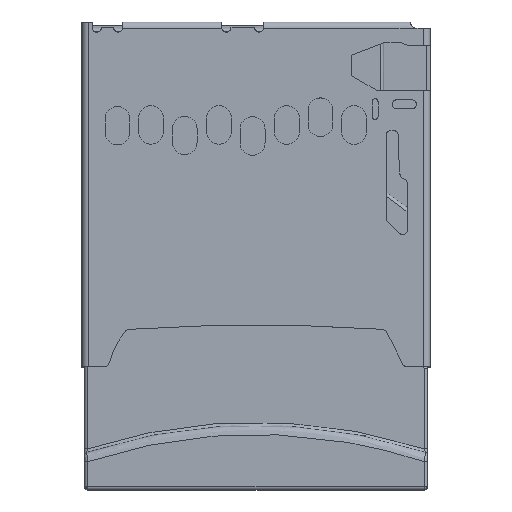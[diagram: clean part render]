
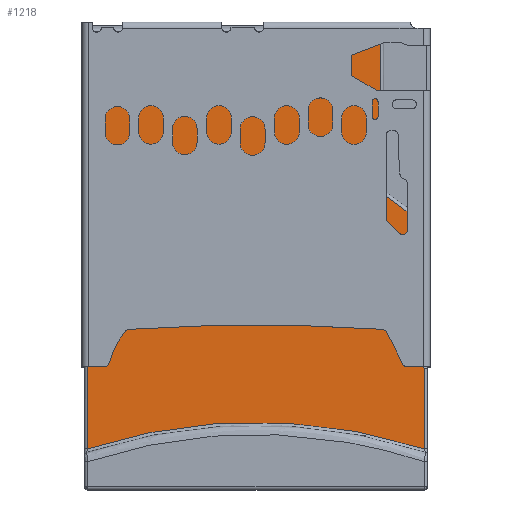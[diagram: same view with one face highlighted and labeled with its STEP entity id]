
A CAD part, top view. The second image highlights one B-rep face of the part: STEP entity #1218.
In plain terms, the highlighted face is planar.
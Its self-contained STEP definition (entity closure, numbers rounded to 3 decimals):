
#94 = DIRECTION ( 'NONE',  ( 0.886, 0., -0.464 ) ) ;
#358 = DIRECTION ( 'NONE',  ( 0., 0., -1. ) ) ;
#394 = ORIENTED_EDGE ( 'NONE', *, *, #3269, .T. ) ;
#413 = CARTESIAN_POINT ( 'NONE',  ( -5.905, 0.75, 4.609 ) ) ;
#446 = CARTESIAN_POINT ( 'NONE',  ( -5.859, 0.75, -4.383 ) ) ;
#470 = CARTESIAN_POINT ( 'NONE',  ( -0.38, 0.75, 5.49 ) ) ;
#477 = VECTOR ( 'NONE', #4181, 1000. ) ;
#479 = CARTESIAN_POINT ( 'NONE',  ( -6.192, 0.75, 5.49 ) ) ;
#563 = DIRECTION ( 'NONE',  ( 1., 0., 0. ) ) ;
#660 = FACE_OUTER_BOUND ( 'NONE', #4969, .T. ) ;
#869 = LINE ( 'NONE', #8100, #5065 ) ;
#942 = VERTEX_POINT ( 'NONE', #3135 ) ;
#1142 = ORIENTED_EDGE ( 'NONE', *, *, #6097, .T. ) ;
#1218 = ADVANCED_FACE ( 'NONE', ( #660 ), #8296, .T. ) ;
#1292 = CARTESIAN_POINT ( 'NONE',  ( -5.32, 0.75, -0.938 ) ) ;
#1557 = LINE ( 'NONE', #6133, #2973 ) ;
#1592 = ORIENTED_EDGE ( 'NONE', *, *, #5082, .T. ) ;
#1613 = ORIENTED_EDGE ( 'NONE', *, *, #8850, .T. ) ;
#1630 = VECTOR ( 'NONE', #94, 1000. ) ;
#1678 = CARTESIAN_POINT ( 'NONE',  ( 1.13, 0.75, 5.49 ) ) ;
#1889 = CARTESIAN_POINT ( 'NONE',  ( -6.192, 0.75, -5.49 ) ) ;
#2000 = VERTEX_POINT ( 'NONE', #8068 ) ;
#2050 = CARTESIAN_POINT ( 'NONE',  ( 7.43, 0.75, -5.49 ) ) ;
#2068 = EDGE_CURVE ( 'NONE', #7148, #942, #3659, .T. ) ;
#2296 = EDGE_CURVE ( 'NONE', #942, #7608, #6923, .T. ) ;
#2611 = VECTOR ( 'NONE', #563, 1000. ) ;
#2720 = DIRECTION ( 'NONE',  ( 0., 1., 0. ) ) ;
#2925 = CARTESIAN_POINT ( 'NONE',  ( -5.474, 0.75, 2.333 ) ) ;
#2973 = VECTOR ( 'NONE', #7690, 1000. ) ;
#3023 = VERTEX_POINT ( 'NONE', #5701 ) ;
#3135 = CARTESIAN_POINT ( 'NONE',  ( -1.875, 0.75, 4.6 ) ) ;
#3258 = AXIS2_PLACEMENT_3D ( 'NONE', #1889, #2720, #9164 ) ;
#3269 = EDGE_CURVE ( 'NONE', #3023, #5429, #7058, .T. ) ;
#3478 = DIRECTION ( 'NONE',  ( -1., 0., 0. ) ) ;
#3523 = DIRECTION ( 'NONE',  ( 0., 0., 1. ) ) ;
#3596 = ORIENTED_EDGE ( 'NONE', *, *, #2296, .T. ) ;
#3659 = LINE ( 'NONE', #4943, #1630 ) ;
#3680 = CARTESIAN_POINT ( 'NONE',  ( -6.192, 0.75, -5.49 ) ) ;
#3713 = CARTESIAN_POINT ( 'NONE',  ( -5.506, 0.75, 2.565 ) ) ;
#3846 = CARTESIAN_POINT ( 'NONE',  ( -6.192, 0.75, -5.49 ) ) ;
#3970 = VERTEX_POINT ( 'NONE', #470 ) ;
#4181 = DIRECTION ( 'NONE',  ( 1., 0., 0. ) ) ;
#4273 = CARTESIAN_POINT ( 'NONE',  ( -3.575, 0.75, 5.49 ) ) ;
#4373 = CARTESIAN_POINT ( 'NONE',  ( 2.191, 0.75, 4.06 ) ) ;
#4422 = CARTESIAN_POINT ( 'NONE',  ( -5.32, 0.75, 0.469 ) ) ;
#4595 = B_SPLINE_CURVE_WITH_KNOTS ( 'NONE', 3,
 ( #3680, #6913, #446, #6094, #9263, #6806, #10066, #5275, #1292, #4422, #5339, #10105, #2925, #3713, #8443, #9334, #413, #479 ),
 .UNSPECIFIED., .F., .F.,
 ( 4, 1, 1, 2, 2, 2, 1, 1, 2, 2, 4 ),
 ( 0., 0.125, 0.188, 0.219, 0.25, 0.5, 0.625, 0.688, 0.719, 0.75, 1. ),
 .UNSPECIFIED. ) ;
#4654 = EDGE_CURVE ( 'NONE', #8434, #5291, #4595, .T. ) ;
#4908 = CARTESIAN_POINT ( 'NONE',  ( -0.38, 0.75, 4.6 ) ) ;
#4933 = EDGE_CURVE ( 'NONE', #7608, #3970, #6368, .T. ) ;
#4935 = VECTOR ( 'NONE', #358, 1000. ) ;
#4943 = CARTESIAN_POINT ( 'NONE',  ( -3.575, 0.75, 5.49 ) ) ;
#4969 = EDGE_LOOP ( 'NONE', ( #1142, #7782, #1613, #394, #6699, #7414, #1592, #6063, #3596, #6263 ) ) ;
#5065 = VECTOR ( 'NONE', #9739, 1000. ) ;
#5082 = EDGE_CURVE ( 'NONE', #5291, #7148, #5122, .T. ) ;
#5122 = LINE ( 'NONE', #7733, #2611 ) ;
#5275 = CARTESIAN_POINT ( 'NONE',  ( -5.394, 0.75, -1.871 ) ) ;
#5291 = VERTEX_POINT ( 'NONE', #9028 ) ;
#5339 = CARTESIAN_POINT ( 'NONE',  ( -5.348, 0.75, 1.17 ) ) ;
#5429 = VERTEX_POINT ( 'NONE', #9370 ) ;
#5701 = CARTESIAN_POINT ( 'NONE',  ( 7.43, 0.75, 4.06 ) ) ;
#5864 = VECTOR ( 'NONE', #3523, 1000. ) ;
#6063 = ORIENTED_EDGE ( 'NONE', *, *, #2068, .T. ) ;
#6094 = CARTESIAN_POINT ( 'NONE',  ( -5.685, 0.75, -3.593 ) ) ;
#6097 = EDGE_CURVE ( 'NONE', #3970, #2000, #869, .T. ) ;
#6133 = CARTESIAN_POINT ( 'NONE',  ( -6.192, 0.75, 4.06 ) ) ;
#6263 = ORIENTED_EDGE ( 'NONE', *, *, #4933, .T. ) ;
#6368 = LINE ( 'NONE', #7559, #5864 ) ;
#6699 = ORIENTED_EDGE ( 'NONE', *, *, #6725, .T. ) ;
#6725 = EDGE_CURVE ( 'NONE', #5429, #8434, #8553, .T. ) ;
#6806 = CARTESIAN_POINT ( 'NONE',  ( -5.58, 0.75, -3.025 ) ) ;
#6913 = CARTESIAN_POINT ( 'NONE',  ( -6.048, 0.75, -5.05 ) ) ;
#6923 = LINE ( 'NONE', #9064, #477 ) ;
#7058 = LINE ( 'NONE', #2050, #4935 ) ;
#7148 = VERTEX_POINT ( 'NONE', #4273 ) ;
#7307 = DIRECTION ( 'NONE',  ( 0.596, 0., -0.803 ) ) ;
#7385 = VERTEX_POINT ( 'NONE', #4373 ) ;
#7414 = ORIENTED_EDGE ( 'NONE', *, *, #4654, .T. ) ;
#7559 = CARTESIAN_POINT ( 'NONE',  ( -0.38, 0.75, -5.49 ) ) ;
#7608 = VERTEX_POINT ( 'NONE', #4908 ) ;
#7690 = DIRECTION ( 'NONE',  ( 1., 0., 0. ) ) ;
#7728 = LINE ( 'NONE', #1678, #8620 ) ;
#7733 = CARTESIAN_POINT ( 'NONE',  ( -6.192, 0.75, 5.49 ) ) ;
#7782 = ORIENTED_EDGE ( 'NONE', *, *, #10337, .T. ) ;
#8068 = CARTESIAN_POINT ( 'NONE',  ( 1.13, 0.75, 5.49 ) ) ;
#8100 = CARTESIAN_POINT ( 'NONE',  ( -6.192, 0.75, 5.49 ) ) ;
#8296 = PLANE ( 'NONE',  #3258 ) ;
#8434 = VERTEX_POINT ( 'NONE', #3846 ) ;
#8443 = CARTESIAN_POINT ( 'NONE',  ( -5.524, 0.75, 2.682 ) ) ;
#8553 = LINE ( 'NONE', #9066, #8673 ) ;
#8620 = VECTOR ( 'NONE', #7307, 1000. ) ;
#8673 = VECTOR ( 'NONE', #3478, 1000. ) ;
#8850 = EDGE_CURVE ( 'NONE', #7385, #3023, #1557, .T. ) ;
#9028 = CARTESIAN_POINT ( 'NONE',  ( -6.192, 0.75, 5.49 ) ) ;
#9064 = CARTESIAN_POINT ( 'NONE',  ( -6.192, 0.75, 4.6 ) ) ;
#9066 = CARTESIAN_POINT ( 'NONE',  ( -6.192, 0.75, -5.49 ) ) ;
#9164 = DIRECTION ( 'NONE',  ( 0., 0., 1. ) ) ;
#9263 = CARTESIAN_POINT ( 'NONE',  ( -5.621, 0.75, -3.253 ) ) ;
#9334 = CARTESIAN_POINT ( 'NONE',  ( -5.688, 0.75, 3.711 ) ) ;
#9370 = CARTESIAN_POINT ( 'NONE',  ( 7.43, 0.75, -5.49 ) ) ;
#9739 = DIRECTION ( 'NONE',  ( 1., 0., 0. ) ) ;
#10066 = CARTESIAN_POINT ( 'NONE',  ( -5.561, 0.75, -2.912 ) ) ;
#10105 = CARTESIAN_POINT ( 'NONE',  ( -5.429, 0.75, 1.985 ) ) ;
#10337 = EDGE_CURVE ( 'NONE', #2000, #7385, #7728, .T. ) ;
